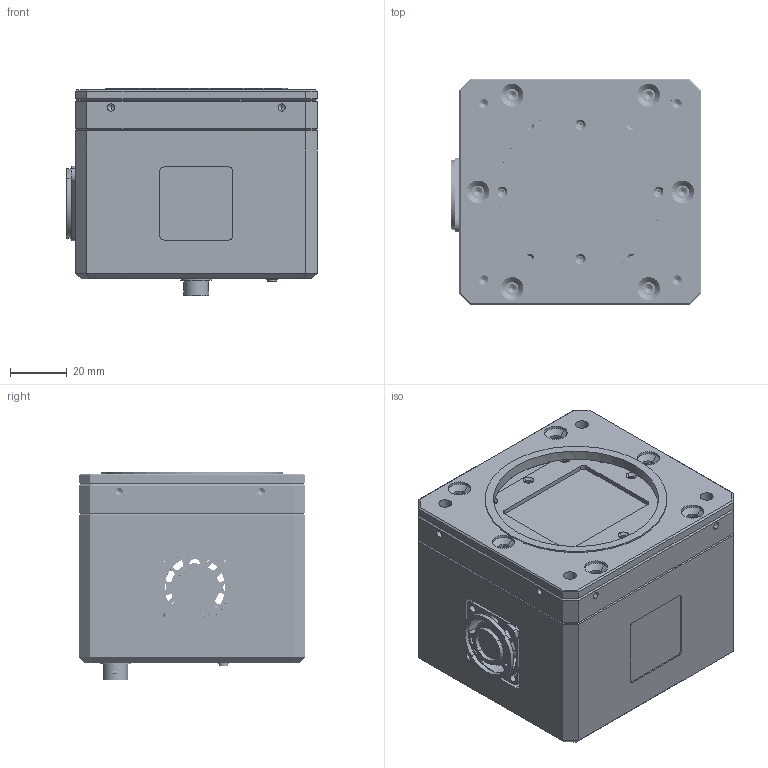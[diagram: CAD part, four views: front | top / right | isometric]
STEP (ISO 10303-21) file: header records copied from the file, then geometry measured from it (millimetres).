
FILE_DESCRIPTION (( 'STEP AP203' ), '1' );
FILE_NAME ('DP29334-B_COE50XUSB3YY-K.step', '2021-12-01T16:19:31', ( '' ), ( '' ), 'SwSTEP 2.0', 'SolidWorks 2021', '' );
FILE_SCHEMA (( 'CONFIG_CONTROL_DESIGN' ));
Products named in the file (1): DP29334-B_COE50XUSB3YY-K
Bounding box: 88.05 x 79.46 x 72.92 mm (x, y, z)
Volume: 113500.5 mm3; surface area: 115611.3 mm2
Topology: 45 solids, 45 shells, 9422 faces, 27694 edges, 18150 vertices
Faces by surface type: plane 7478, cylinder 1592, cone 250, bspline 100, torus 2
Entity records: 350338 total; most frequent: CARTESIAN_POINT 148174, ORIENTED_EDGE 55248, EDGE_CURVE 27624, B_SPLINE_CURVE_WITH_KNOTS 24486, DIRECTION 22636, VERTEX_POINT 18150, AXIS2_PLACEMENT_3D 10460, EDGE_LOOP 10010
